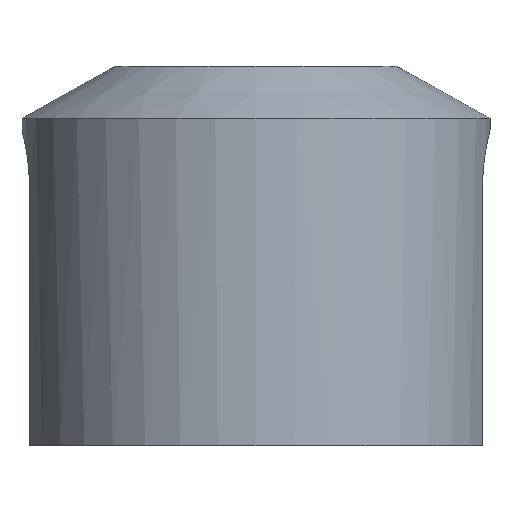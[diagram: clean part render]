
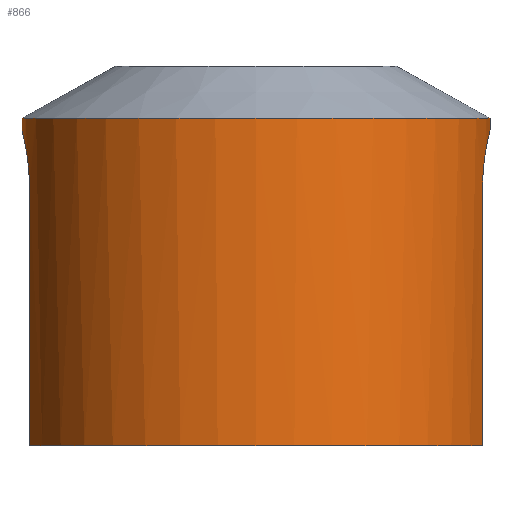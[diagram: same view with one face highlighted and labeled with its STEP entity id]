
A CAD part, front view. The second image highlights one B-rep face of the part: STEP entity #866.
In plain terms, the highlighted cylindrical face has radius 20 mm (diameter 40 mm), a partial arc.
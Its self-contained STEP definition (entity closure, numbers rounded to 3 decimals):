
#104=CARTESIAN_POINT('',(0.,0.,0.));
#105=DIRECTION('',(0.,0.,1.));
#106=DIRECTION('',(-0.968,-0.25,0.));
#107=AXIS2_PLACEMENT_3D('',#104,#105,#106);
#207=CARTESIAN_POINT('',(20.,0.,27.));
#220=DIRECTION('',(0.,0.,1.));
#221=VECTOR('',#220,1.);
#222=CARTESIAN_POINT('',(20.,0.,27.));
#223=LINE('',#222,#221);
#240=CARTESIAN_POINT('',(-20.,0.,27.));
#279=CARTESIAN_POINT('',(-20.,0.,27.));
#280=CARTESIAN_POINT('',(-20.,-0.292,27.));
#281=CARTESIAN_POINT('',(-19.987,-0.868,
26.95));
#282=CARTESIAN_POINT('',(-19.931,-1.727,26.72));
#283=CARTESIAN_POINT('',(-19.846,-2.516,26.35));
#284=CARTESIAN_POINT('',(-19.74,-3.236,25.845));
#285=CARTESIAN_POINT('',(-19.629,-3.847,25.233));
#286=CARTESIAN_POINT('',(-19.522,-4.352,24.513));
#287=CARTESIAN_POINT('',(-19.436,-4.72,23.725));
#288=CARTESIAN_POINT('',(-19.378,-4.949,22.872));
#289=CARTESIAN_POINT('',(-19.365,-5.,22.294));
#290=CARTESIAN_POINT('',(-19.365,-5.,22.));
#292=DIRECTION('',(0.,0.,1.));
#293=VECTOR('',#292,1.);
#294=CARTESIAN_POINT('',(-20.,0.,27.));
#295=LINE('',#294,#293);
#296=CARTESIAN_POINT('',(0.,0.,28.));
#297=DIRECTION('',(0.,0.,-1.));
#298=DIRECTION('',(1.,0.,0.));
#299=AXIS2_PLACEMENT_3D('',#296,#297,#298);
#301=CARTESIAN_POINT('',(19.365,-5.,22.));
#302=CARTESIAN_POINT('',(19.365,-5.,22.294));
#303=CARTESIAN_POINT('',(19.378,-4.949,22.872));
#304=CARTESIAN_POINT('',(19.436,-4.72,23.725));
#305=CARTESIAN_POINT('',(19.522,-4.352,24.513));
#306=CARTESIAN_POINT('',(19.629,-3.847,25.233));
#307=CARTESIAN_POINT('',(19.74,-3.236,25.845));
#308=CARTESIAN_POINT('',(19.846,-2.516,26.35));
#309=CARTESIAN_POINT('',(19.931,-1.727,26.72));
#310=CARTESIAN_POINT('',(19.987,-0.868,26.95));
#311=CARTESIAN_POINT('',(20.,-0.292,27.));
#312=CARTESIAN_POINT('',(20.,0.,27.));
#314=DIRECTION('',(0.,0.,1.));
#315=VECTOR('',#314,22.);
#316=CARTESIAN_POINT('',(19.365,-5.,0.));
#317=LINE('',#316,#315);
#318=DIRECTION('',(0.,0.,1.));
#319=VECTOR('',#318,22.);
#320=CARTESIAN_POINT('',(-19.365,-5.,0.));
#321=LINE('',#320,#319);
#429=CARTESIAN_POINT('',(-20.,0.,28.));
#430=CARTESIAN_POINT('',(20.,0.,28.));
#431=VERTEX_POINT('',#429);
#432=VERTEX_POINT('',#430);
#441=VERTEX_POINT('',#207);
#442=VERTEX_POINT('',#301);
#443=CARTESIAN_POINT('',(19.365,-5.,0.));
#444=VERTEX_POINT('',#443);
#449=VERTEX_POINT('',#240);
#450=VERTEX_POINT('',#290);
#451=CARTESIAN_POINT('',(-19.365,-5.,0.));
#452=VERTEX_POINT('',#451);
#848=CARTESIAN_POINT('',(0.,0.,0.));
#849=DIRECTION('',(0.,0.,1.));
#850=DIRECTION('',(1.,0.,0.));
#851=AXIS2_PLACEMENT_3D('',#848,#849,#850);
#852=CYLINDRICAL_SURFACE('',#851,20.);
#854=ORIENTED_EDGE('',*,*,#853,.F.);
#855=ORIENTED_EDGE('',*,*,#772,.T.);
#857=ORIENTED_EDGE('',*,*,#856,.F.);
#858=ORIENTED_EDGE('',*,*,#768,.F.);
#859=ORIENTED_EDGE('',*,*,#814,.F.);
#860=ORIENTED_EDGE('',*,*,#835,.F.);
#861=ORIENTED_EDGE('',*,*,#547,.F.);
#863=ORIENTED_EDGE('',*,*,#862,.T.);
#864=EDGE_LOOP('',(#854,#855,#857,#858,#859,#860,#861,#863));
#865=FACE_OUTER_BOUND('',#864,.F.);
#866=ADVANCED_FACE('',(#865),#852,.T.);
#108=CIRCLE('',#107,20.);
#291=B_SPLINE_CURVE_WITH_KNOTS('',3,(#279,#280,#281,#282,#283,#284,#285,#286,
#287,#288,#289,#290),.UNSPECIFIED.,.F.,.F.,(4,1,1,1,1,1,1,1,1,4),(0.,
0.111,0.222,0.333,0.444,
0.556,0.667,0.778,0.889,1.),
.UNSPECIFIED.);
#300=CIRCLE('',#299,20.);
#313=B_SPLINE_CURVE_WITH_KNOTS('',3,(#301,#302,#303,#304,#305,#306,#307,#308,
#309,#310,#311,#312),.UNSPECIFIED.,.F.,.F.,(4,1,1,1,1,1,1,1,1,4),(0.,
0.111,0.222,0.333,0.444,
0.556,0.667,0.778,0.889,1.),
.UNSPECIFIED.);
#547=EDGE_CURVE('',#452,#444,#108,.T.);
#768=EDGE_CURVE('',#441,#432,#223,.T.);
#772=EDGE_CURVE('',#449,#431,#295,.T.);
#814=EDGE_CURVE('',#442,#441,#313,.T.);
#835=EDGE_CURVE('',#444,#442,#317,.T.);
#853=EDGE_CURVE('',#449,#450,#291,.T.);
#856=EDGE_CURVE('',#432,#431,#300,.T.);
#862=EDGE_CURVE('',#452,#450,#321,.T.);
